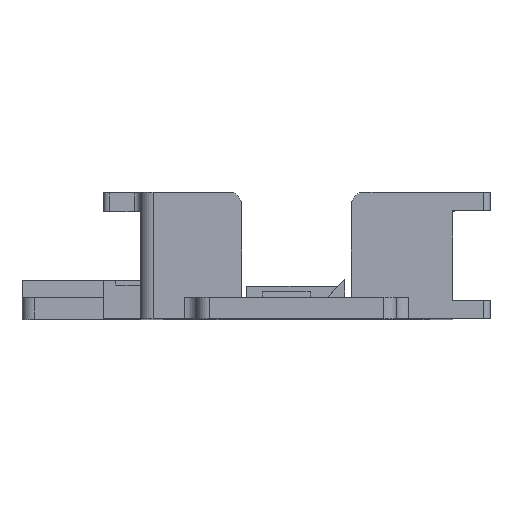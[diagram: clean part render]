
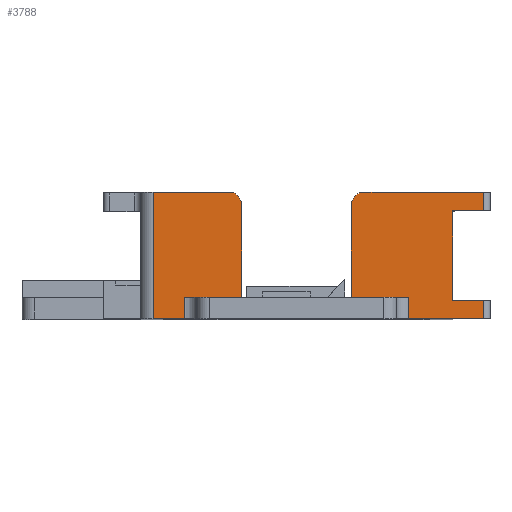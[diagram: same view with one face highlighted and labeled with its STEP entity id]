
A CAD part, top view. The second image highlights one B-rep face of the part: STEP entity #3788.
In plain terms, the highlighted planar face has unit normal (0, 0, 1).
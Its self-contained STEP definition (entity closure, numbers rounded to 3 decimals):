
#93=PLANE('',#4049);
#238=FACE_OUTER_BOUND('',#441,.T.);
#441=EDGE_LOOP('',(#2696,#2697,#2698,#2699,#2700,#2701,#2702,#2703,#2704,
#2705,#2706,#2707,#2708,#2709,#2710,#2711,#2712,#2713,#2714,#2715,#2716,
#2717));
#702=LINE('',#5595,#1115);
#714=LINE('',#5627,#1127);
#722=LINE('',#5653,#1135);
#723=LINE('',#5655,#1136);
#724=LINE('',#5657,#1137);
#725=LINE('',#5659,#1138);
#726=LINE('',#5661,#1139);
#727=LINE('',#5663,#1140);
#728=LINE('',#5664,#1141);
#729=LINE('',#5666,#1142);
#730=LINE('',#5668,#1143);
#731=LINE('',#5670,#1144);
#732=LINE('',#5672,#1145);
#733=LINE('',#5674,#1146);
#734=LINE('',#5676,#1147);
#735=LINE('',#5678,#1148);
#736=LINE('',#5680,#1149);
#737=LINE('',#5682,#1150);
#738=LINE('',#5684,#1151);
#739=LINE('',#5685,#1152);
#1115=VECTOR('',#4475,10.);
#1127=VECTOR('',#4503,10.);
#1135=VECTOR('',#4523,10.);
#1136=VECTOR('',#4524,10.);
#1137=VECTOR('',#4525,10.);
#1138=VECTOR('',#4526,10.);
#1139=VECTOR('',#4527,10.);
#1140=VECTOR('',#4528,10.);
#1141=VECTOR('',#4529,10.);
#1142=VECTOR('',#4530,10.);
#1143=VECTOR('',#4531,10.);
#1144=VECTOR('',#4532,10.);
#1145=VECTOR('',#4533,10.);
#1146=VECTOR('',#4534,10.);
#1147=VECTOR('',#4535,10.);
#1148=VECTOR('',#4536,10.);
#1149=VECTOR('',#4537,10.);
#1150=VECTOR('',#4538,10.);
#1151=VECTOR('',#4539,10.);
#1152=VECTOR('',#4540,10.);
#1531=CIRCLE('',#4038,2.);
#1533=CIRCLE('',#4042,2.);
#1690=VERTEX_POINT('',#5592);
#1691=VERTEX_POINT('',#5594);
#1694=VERTEX_POINT('',#5602);
#1701=VERTEX_POINT('',#5620);
#1702=VERTEX_POINT('',#5621);
#1703=VERTEX_POINT('',#5626);
#1715=VERTEX_POINT('',#5652);
#1716=VERTEX_POINT('',#5654);
#1717=VERTEX_POINT('',#5656);
#1718=VERTEX_POINT('',#5658);
#1719=VERTEX_POINT('',#5660);
#1720=VERTEX_POINT('',#5662);
#1721=VERTEX_POINT('',#5665);
#1722=VERTEX_POINT('',#5667);
#1723=VERTEX_POINT('',#5669);
#1724=VERTEX_POINT('',#5671);
#1725=VERTEX_POINT('',#5673);
#1726=VERTEX_POINT('',#5675);
#1727=VERTEX_POINT('',#5677);
#1728=VERTEX_POINT('',#5679);
#1729=VERTEX_POINT('',#5681);
#1730=VERTEX_POINT('',#5683);
#2078=EDGE_CURVE('',#1690,#1691,#702,.T.);
#2082=EDGE_CURVE('',#1691,#1694,#1531,.T.);
#2091=EDGE_CURVE('',#1701,#1702,#1533,.T.);
#2094=EDGE_CURVE('',#1702,#1703,#714,.T.);
#2107=EDGE_CURVE('',#1715,#1690,#722,.T.);
#2108=EDGE_CURVE('',#1716,#1715,#723,.F.);
#2109=EDGE_CURVE('',#1717,#1716,#724,.T.);
#2110=EDGE_CURVE('',#1717,#1718,#725,.F.);
#2111=EDGE_CURVE('',#1718,#1719,#726,.F.);
#2112=EDGE_CURVE('',#1719,#1720,#727,.F.);
#2113=EDGE_CURVE('',#1703,#1720,#728,.T.);
#2114=EDGE_CURVE('',#1701,#1721,#729,.T.);
#2115=EDGE_CURVE('',#1721,#1722,#730,.T.);
#2116=EDGE_CURVE('',#1722,#1723,#731,.T.);
#2117=EDGE_CURVE('',#1723,#1724,#732,.T.);
#2118=EDGE_CURVE('',#1725,#1724,#733,.T.);
#2119=EDGE_CURVE('',#1725,#1726,#734,.T.);
#2120=EDGE_CURVE('',#1727,#1726,#735,.T.);
#2121=EDGE_CURVE('',#1727,#1728,#736,.T.);
#2122=EDGE_CURVE('',#1728,#1729,#737,.T.);
#2123=EDGE_CURVE('',#1730,#1729,#738,.F.);
#2124=EDGE_CURVE('',#1694,#1730,#739,.T.);
#2696=ORIENTED_EDGE('',*,*,#2082,.F.);
#2697=ORIENTED_EDGE('',*,*,#2078,.F.);
#2698=ORIENTED_EDGE('',*,*,#2107,.F.);
#2699=ORIENTED_EDGE('',*,*,#2108,.F.);
#2700=ORIENTED_EDGE('',*,*,#2109,.F.);
#2701=ORIENTED_EDGE('',*,*,#2110,.T.);
#2702=ORIENTED_EDGE('',*,*,#2111,.T.);
#2703=ORIENTED_EDGE('',*,*,#2112,.T.);
#2704=ORIENTED_EDGE('',*,*,#2113,.F.);
#2705=ORIENTED_EDGE('',*,*,#2094,.F.);
#2706=ORIENTED_EDGE('',*,*,#2091,.F.);
#2707=ORIENTED_EDGE('',*,*,#2114,.T.);
#2708=ORIENTED_EDGE('',*,*,#2115,.T.);
#2709=ORIENTED_EDGE('',*,*,#2116,.T.);
#2710=ORIENTED_EDGE('',*,*,#2117,.T.);
#2711=ORIENTED_EDGE('',*,*,#2118,.F.);
#2712=ORIENTED_EDGE('',*,*,#2119,.T.);
#2713=ORIENTED_EDGE('',*,*,#2120,.F.);
#2714=ORIENTED_EDGE('',*,*,#2121,.T.);
#2715=ORIENTED_EDGE('',*,*,#2122,.T.);
#2716=ORIENTED_EDGE('',*,*,#2123,.F.);
#2717=ORIENTED_EDGE('',*,*,#2124,.F.);
#3788=ADVANCED_FACE('',(#238),#93,.F.);
#4038=AXIS2_PLACEMENT_3D('',#5603,#4482,#4483);
#4042=AXIS2_PLACEMENT_3D('',#5622,#4497,#4498);
#4049=AXIS2_PLACEMENT_3D('',#5651,#4521,#4522);
#4475=DIRECTION('',(1.,0.,0.));
#4482=DIRECTION('center_axis',(0.,0.,-1.));
#4483=DIRECTION('ref_axis',(0.707,0.707,0.));
#4497=DIRECTION('center_axis',(0.,0.,-1.));
#4498=DIRECTION('ref_axis',(-0.707,0.707,0.));
#4503=DIRECTION('',(1.,0.,0.));
#4521=DIRECTION('center_axis',(0.,0.,-1.));
#4522=DIRECTION('ref_axis',(0.,1.,0.));
#4523=DIRECTION('',(0.,1.,0.));
#4524=DIRECTION('',(1.,0.,0.));
#4525=DIRECTION('',(0.,-1.,0.));
#4526=DIRECTION('',(1.,0.,0.));
#4527=DIRECTION('',(0.,-1.,0.));
#4528=DIRECTION('',(-1.,0.,0.));
#4529=DIRECTION('',(0.,-1.,0.));
#4530=DIRECTION('',(0.,-1.,0.));
#4531=DIRECTION('',(-1.,0.,0.));
#4532=DIRECTION('',(0.,-1.,0.));
#4533=DIRECTION('',(1.,0.,0.));
#4534=DIRECTION('',(0.,1.,0.));
#4535=DIRECTION('',(-1.,0.,0.));
#4536=DIRECTION('',(0.,-1.,0.));
#4537=DIRECTION('',(1.,0.,0.));
#4538=DIRECTION('',(0.,1.,0.));
#4539=DIRECTION('',(-1.,0.,0.));
#4540=DIRECTION('',(0.,-1.,0.));
#5592=CARTESIAN_POINT('',(-52.,6.3,66.));
#5594=CARTESIAN_POINT('',(-39.8,6.3,66.));
#5595=CARTESIAN_POINT('',(-29.,6.3,66.));
#5602=CARTESIAN_POINT('',(-37.8,4.3,66.));
#5603=CARTESIAN_POINT('Origin',(-39.8,4.3,66.));
#5620=CARTESIAN_POINT('',(-20.2,4.3,66.));
#5621=CARTESIAN_POINT('',(-18.2,6.3,66.));
#5622=CARTESIAN_POINT('Origin',(-18.2,4.3,66.));
#5626=CARTESIAN_POINT('',(1.,6.3,66.));
#5627=CARTESIAN_POINT('',(-29.,6.3,66.));
#5651=CARTESIAN_POINT('Origin',(-29.,-2.5,66.));
#5652=CARTESIAN_POINT('',(-52.,-14.,66.));
#5653=CARTESIAN_POINT('',(-52.,-2.5,66.));
#5654=CARTESIAN_POINT('',(1.,-14.,66.));
#5655=CARTESIAN_POINT('',(-29.,-14.,66.));
#5656=CARTESIAN_POINT('',(1.,-11.,66.));
#5657=CARTESIAN_POINT('',(1.,-6.75,66.));
#5658=CARTESIAN_POINT('',(-4.,-11.,66.));
#5659=CARTESIAN_POINT('',(-15.,-11.,66.));
#5660=CARTESIAN_POINT('',(-4.,3.3,66.));
#5661=CARTESIAN_POINT('',(-4.,-2.5,66.));
#5662=CARTESIAN_POINT('',(1.,3.3,66.));
#5663=CARTESIAN_POINT('',(-15.,3.3,66.));
#5664=CARTESIAN_POINT('',(1.,0.9,66.));
#5665=CARTESIAN_POINT('',(-20.2,-10.542,66.));
#5666=CARTESIAN_POINT('',(-20.2,-3.949,66.));
#5667=CARTESIAN_POINT('',(-21.251,-10.542,66.));
#5668=CARTESIAN_POINT('',(-29.,-10.542,66.));
#5669=CARTESIAN_POINT('',(-21.251,-10.547,66.));
#5670=CARTESIAN_POINT('',(-21.251,-5.126,66.));
#5671=CARTESIAN_POINT('',(-11.,-10.547,66.));
#5672=CARTESIAN_POINT('',(-29.,-10.547,66.));
#5673=CARTESIAN_POINT('',(-11.,-14.,66.));
#5674=CARTESIAN_POINT('',(-11.,-6.898,66.));
#5675=CARTESIAN_POINT('',(-47.,-14.,66.));
#5676=CARTESIAN_POINT('',(-29.,-14.,66.));
#5677=CARTESIAN_POINT('',(-47.,-10.547,66.));
#5678=CARTESIAN_POINT('',(-47.,-6.898,66.));
#5679=CARTESIAN_POINT('',(-36.999,-10.547,66.));
#5680=CARTESIAN_POINT('',(-29.,-10.547,66.));
#5681=CARTESIAN_POINT('',(-36.999,-10.542,66.));
#5682=CARTESIAN_POINT('',(-36.999,-6.206,66.));
#5683=CARTESIAN_POINT('',(-37.8,-10.542,66.));
#5684=CARTESIAN_POINT('',(-29.,-10.542,66.));
#5685=CARTESIAN_POINT('',(-37.8,-3.949,66.));
